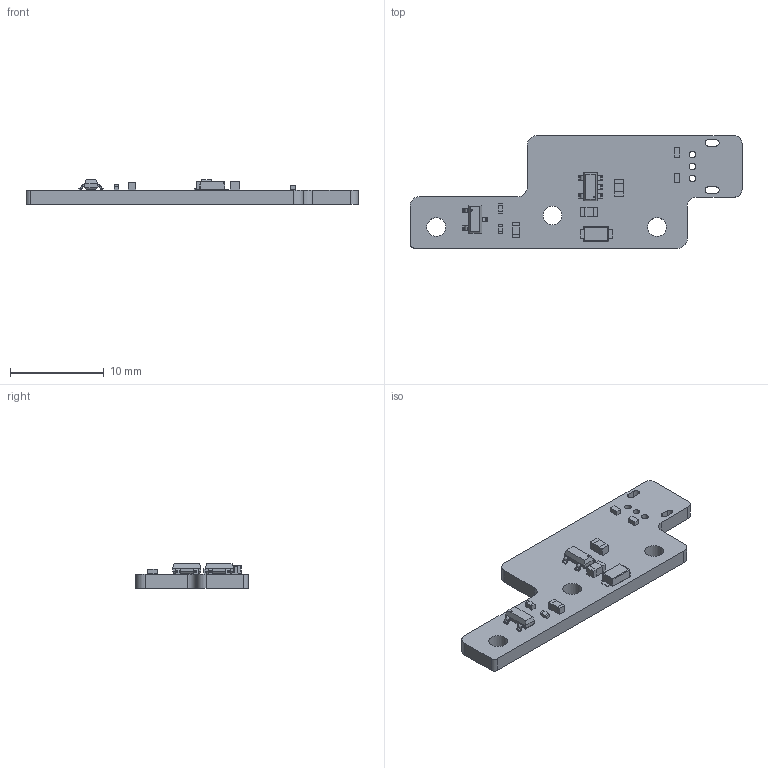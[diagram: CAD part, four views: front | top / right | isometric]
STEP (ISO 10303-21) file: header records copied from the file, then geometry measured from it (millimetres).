
FILE_DESCRIPTION(('Open CASCADE Model'),'2;1');
FILE_NAME('Open CASCADE Shape Model','2022-03-11T23:57:28',('Author'),( 'Open CASCADE'),'Open CASCADE STEP processor 6.8','Open CASCADE 6.8' ,'Unknown');
FILE_SCHEMA(('AUTOMOTIVE_DESIGN { 1 0 10303 214 1 1 1 1 }'));
Length unit declared in the file: millimetre
Products named in the file (37): PCB; Board; Open CASCADE STEP translator 6.8 1.1.1; D2; MSRC-ON_SEMI_SOD123FL; U1; MSRC-SOT23-5; C2; 6211806720; Extruded; 6211806960; C1; 6211807920; 6211807760; D4; MSRC-RCLAMP0521P-N_v2; R1; 7230125248; 7230128368; FB1; 6211805680; 6211805520; D3; D1; MSRC-Nexperia_SOT23; C3; 7798777488; 7798774688
Assembly tree (42 placements, depth 4):
  PCB
    Board
      Open CASCADE STEP translator 6.8 1.1.1
    D2
      MSRC-ON_SEMI_SOD123FL
    U1
      MSRC-SOT23-5
    C2
      6211806720
        Extruded
      6211806960  x2
        Extruded
    C1
      6211807920
        Extruded
      6211807760  x2
        Extruded
    D4
      MSRC-RCLAMP0521P-N_v2
    R1
      7230125248
        Extruded
      7230128368  x2
        Extruded
    FB1
      6211805680
        Extruded
      6211805520  x2
        Extruded
    D3
      MSRC-RCLAMP0521P-N_v2
    D1
      MSRC-Nexperia_SOT23
    C3
      7798777488  x2
        Extruded
      7798774688
        Extruded
Bounding box: 35.46 x 12 x 2.66 mm (x, y, z)
Volume: 480.4 mm3; surface area: 898.3 mm2
Topology: 37 solids, 37 shells, 388 faces, 867 edges, 554 vertices
Faces by surface type: plane 275, cylinder 89, sphere 24
Full cylindrical faces by diameter (mm): 0.15 x2, 0.152 x1, 0.71 x3, 2 x3
Entity records: 10831 total; most frequent: DIRECTION 1610, CARTESIAN_POINT 1566, ORIENTED_EDGE 1464, EDGE_CURVE 732, LINE 578, VECTOR 578, AXIS2_PLACEMENT_3D 516, VERTEX_POINT 472
